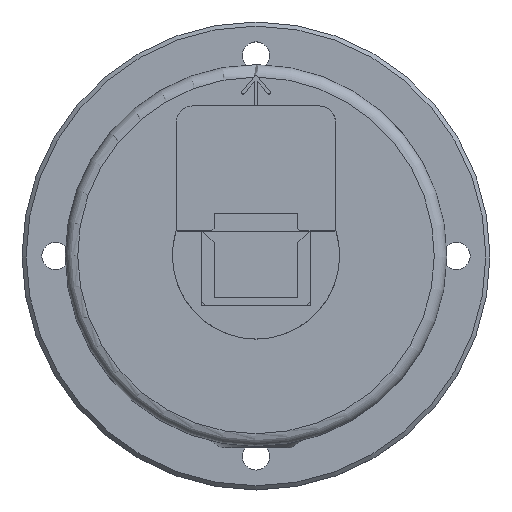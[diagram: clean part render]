
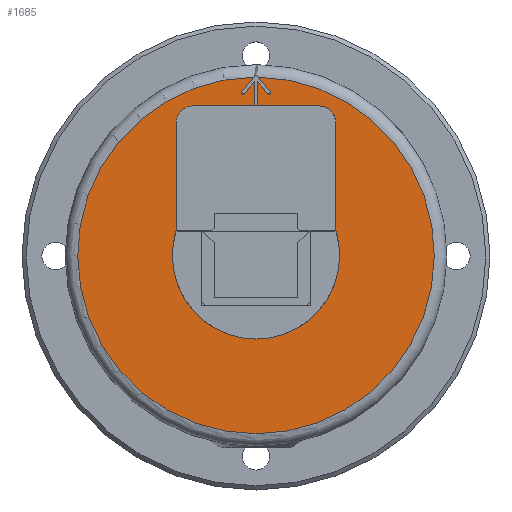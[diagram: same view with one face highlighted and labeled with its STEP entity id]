
A CAD part, top view. The second image highlights one B-rep face of the part: STEP entity #1685.
In plain terms, the highlighted face is planar.
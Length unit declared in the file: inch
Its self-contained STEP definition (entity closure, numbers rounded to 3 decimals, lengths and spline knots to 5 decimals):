
#124=LINE('',#2703,#252);
#126=LINE('',#2709,#254);
#130=LINE('',#2717,#258);
#134=LINE('',#2726,#262);
#137=LINE('',#2740,#265);
#138=LINE('',#2742,#266);
#139=LINE('',#2746,#267);
#140=LINE('',#2750,#268);
#141=LINE('',#2754,#269);
#142=LINE('',#2755,#270);
#252=VECTOR('',#2189,0.3937);
#254=VECTOR('',#2193,0.3937);
#258=VECTOR('',#2197,0.3937);
#262=VECTOR('',#2203,0.3937);
#265=VECTOR('',#2224,0.3937);
#266=VECTOR('',#2225,0.3937);
#267=VECTOR('',#2228,0.3937);
#268=VECTOR('',#2231,0.3937);
#269=VECTOR('',#2234,0.3937);
#270=VECTOR('',#2235,0.3937);
#393=PLANE('',#1874);
#519=FACE_OUTER_BOUND('',#631,.T.);
#631=EDGE_LOOP('',(#1349,#1350,#1351,#1352,#1353,#1354,#1355,#1356,#1357,
#1358,#1359,#1360,#1361,#1362,#1363,#1364));
#745=CIRCLE('',#1867,0.25);
#747=CIRCLE('',#1870,0.25);
#750=CIRCLE('',#1875,0.025);
#751=CIRCLE('',#1876,2.667);
#752=CIRCLE('',#1877,0.025);
#753=CIRCLE('',#1878,1.251);
#862=VERTEX_POINT('',#2697);
#864=VERTEX_POINT('',#2701);
#865=VERTEX_POINT('',#2705);
#867=VERTEX_POINT('',#2708);
#870=VERTEX_POINT('',#2714);
#871=VERTEX_POINT('',#2716);
#873=VERTEX_POINT('',#2722);
#875=VERTEX_POINT('',#2725);
#877=VERTEX_POINT('',#2739);
#878=VERTEX_POINT('',#2741);
#879=VERTEX_POINT('',#2743);
#880=VERTEX_POINT('',#2745);
#881=VERTEX_POINT('',#2747);
#882=VERTEX_POINT('',#2749);
#883=VERTEX_POINT('',#2751);
#884=VERTEX_POINT('',#2753);
#1038=EDGE_CURVE('',#862,#864,#124,.T.);
#1040=EDGE_CURVE('',#867,#865,#126,.T.);
#1044=EDGE_CURVE('',#871,#870,#130,.T.);
#1048=EDGE_CURVE('',#875,#873,#134,.T.);
#1051=EDGE_CURVE('',#870,#875,#745,.T.);
#1053=EDGE_CURVE('',#864,#867,#747,.T.);
#1056=EDGE_CURVE('',#865,#877,#137,.T.);
#1057=EDGE_CURVE('',#877,#878,#138,.T.);
#1058=EDGE_CURVE('',#878,#879,#750,.T.);
#1059=EDGE_CURVE('',#879,#880,#139,.T.);
#1060=EDGE_CURVE('',#881,#880,#751,.T.);
#1061=EDGE_CURVE('',#881,#882,#140,.T.);
#1062=EDGE_CURVE('',#882,#883,#752,.T.);
#1063=EDGE_CURVE('',#883,#884,#141,.T.);
#1064=EDGE_CURVE('',#884,#871,#142,.T.);
#1065=EDGE_CURVE('',#862,#873,#753,.T.);
#1349=ORIENTED_EDGE('',*,*,#1038,.T.);
#1350=ORIENTED_EDGE('',*,*,#1053,.T.);
#1351=ORIENTED_EDGE('',*,*,#1040,.T.);
#1352=ORIENTED_EDGE('',*,*,#1056,.T.);
#1353=ORIENTED_EDGE('',*,*,#1057,.T.);
#1354=ORIENTED_EDGE('',*,*,#1058,.T.);
#1355=ORIENTED_EDGE('',*,*,#1059,.T.);
#1356=ORIENTED_EDGE('',*,*,#1060,.F.);
#1357=ORIENTED_EDGE('',*,*,#1061,.T.);
#1358=ORIENTED_EDGE('',*,*,#1062,.T.);
#1359=ORIENTED_EDGE('',*,*,#1063,.T.);
#1360=ORIENTED_EDGE('',*,*,#1064,.T.);
#1361=ORIENTED_EDGE('',*,*,#1044,.T.);
#1362=ORIENTED_EDGE('',*,*,#1051,.T.);
#1363=ORIENTED_EDGE('',*,*,#1048,.T.);
#1364=ORIENTED_EDGE('',*,*,#1065,.F.);
#1685=ADVANCED_FACE('',(#519),#393,.T.);
#1867=AXIS2_PLACEMENT_3D('',#2731,#2208,#2209);
#1870=AXIS2_PLACEMENT_3D('',#2734,#2214,#2215);
#1874=AXIS2_PLACEMENT_3D('',#2738,#2222,#2223);
#1875=AXIS2_PLACEMENT_3D('',#2744,#2226,#2227);
#1876=AXIS2_PLACEMENT_3D('',#2748,#2229,#2230);
#1877=AXIS2_PLACEMENT_3D('',#2752,#2232,#2233);
#1878=AXIS2_PLACEMENT_3D('',#2756,#2236,#2237);
#2189=DIRECTION('',(0.,1.,0.));
#2193=DIRECTION('',(0.,0.,-1.));
#2197=DIRECTION('',(0.,0.,-1.));
#2203=DIRECTION('',(0.,-1.,0.));
#2208=DIRECTION('center_axis',(-1.,0.,0.));
#2209=DIRECTION('ref_axis',(0.,0.,1.));
#2214=DIRECTION('center_axis',(-1.,0.,0.));
#2215=DIRECTION('ref_axis',(0.,-1.,0.));
#2222=DIRECTION('center_axis',(1.,0.,0.));
#2223=DIRECTION('ref_axis',(0.,0.,-1.));
#2224=DIRECTION('',(0.,1.,0.));
#2225=DIRECTION('',(0.,-0.766,0.643));
#2226=DIRECTION('center_axis',(-1.,0.,0.));
#2227=DIRECTION('ref_axis',(0.,0.643,0.766));
#2228=DIRECTION('',(0.,0.766,-0.643));
#2229=DIRECTION('center_axis',(-1.,0.,0.));
#2230=DIRECTION('ref_axis',(0.,-1.,0.));
#2231=DIRECTION('',(0.,-0.766,-0.643));
#2232=DIRECTION('center_axis',(-1.,0.,0.));
#2233=DIRECTION('ref_axis',(0.,-0.643,0.766));
#2234=DIRECTION('',(0.,0.766,0.643));
#2235=DIRECTION('',(0.,-1.,0.));
#2236=DIRECTION('center_axis',(1.,0.,0.));
#2237=DIRECTION('ref_axis',(0.,0.,-1.));
#2697=CARTESIAN_POINT('',(0.,0.37332,1.194));
#2701=CARTESIAN_POINT('',(0.,1.987,1.194));
#2703=CARTESIAN_POINT('',(0.,0.6255,1.194));
#2705=CARTESIAN_POINT('',(0.,2.237,0.025));
#2708=CARTESIAN_POINT('',(0.,2.237,0.944));
#2709=CARTESIAN_POINT('',(0.,2.237,0.472));
#2714=CARTESIAN_POINT('',(0.,2.237,-0.944));
#2716=CARTESIAN_POINT('',(0.,2.237,-0.025));
#2717=CARTESIAN_POINT('',(0.,2.237,0.472));
#2722=CARTESIAN_POINT('',(0.,0.37332,-1.194));
#2725=CARTESIAN_POINT('',(0.,1.987,-1.194));
#2726=CARTESIAN_POINT('',(0.,1.619,-1.194));
#2731=CARTESIAN_POINT('Origin',(0.,1.987,-0.944));
#2734=CARTESIAN_POINT('Origin',(0.,1.987,0.944));
#2738=CARTESIAN_POINT('Origin',(0.,1.251,0.));
#2739=CARTESIAN_POINT('',(0.,2.59931,0.025));
#2740=CARTESIAN_POINT('',(0.,1.7095,0.025));
#2741=CARTESIAN_POINT('',(0.,2.42193,0.17385));
#2742=CARTESIAN_POINT('',(0.,2.20987,0.35179));
#2743=CARTESIAN_POINT('',(0.,2.45408,0.21215));
#2744=CARTESIAN_POINT('Origin',(0.,2.438,
0.193));
#2745=CARTESIAN_POINT('',(0.,2.66679,0.0336));
#2746=CARTESIAN_POINT('',(0.,2.15341,0.46452));
#2747=CARTESIAN_POINT('',(0.,2.66679,-0.0336));
#2748=CARTESIAN_POINT('Origin',(0.,0.,0.));
#2749=CARTESIAN_POINT('',(0.,2.45407,-0.21215));
#2750=CARTESIAN_POINT('',(0.,2.26783,-0.36848));
#2751=CARTESIAN_POINT('',(0.,2.42193,-0.17385));
#2752=CARTESIAN_POINT('Origin',(0.,2.438,-0.193));
#2753=CARTESIAN_POINT('',(0.,2.59931,-0.025));
#2754=CARTESIAN_POINT('',(0.,2.12118,-0.42622));
#2755=CARTESIAN_POINT('',(0.,1.92516,-0.025));
#2756=CARTESIAN_POINT('Origin',(0.,0.,0.));
